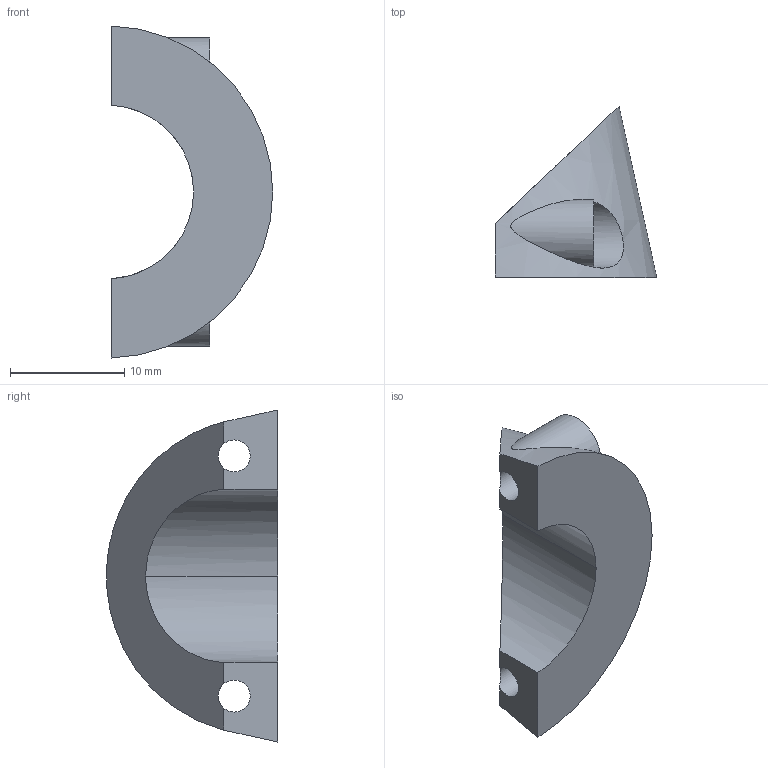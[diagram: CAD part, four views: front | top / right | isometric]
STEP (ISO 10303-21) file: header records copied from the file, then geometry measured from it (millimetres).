
FILE_DESCRIPTION(('FreeCAD Model'),'2;1');
FILE_NAME('Open CASCADE Shape Model','2023-11-11T10:25:34',(''),(''), 'Open CASCADE STEP processor 7.6','FreeCAD','Unknown');
FILE_SCHEMA(('AUTOMOTIVE_DESIGN { 1 0 10303 214 1 1 1 1 }'));
Length unit declared in the file: millimetre
Products named in the file (1): Apextrooper muzzle barrel clamp 3A clip
Bounding box: 14.13 x 14.97 x 29.04 mm (x, y, z)
Volume: 1842.3 mm3; surface area: 1347.3 mm2
Topology: 1 solids, 1 shells, 15 faces, 43 edges, 30 vertices
Faces by surface type: cylinder 8, plane 6, cone 1
Full cylindrical faces by diameter (mm): 2.8 x2
Entity records: 2728 total; most frequent: CARTESIAN_POINT 1896, DIRECTION 139, ORIENTED_EDGE 86, PCURVE 86, DEFINITIONAL_REPRESENTATION 86, LINE 46, VECTOR 46, EDGE_CURVE 43
